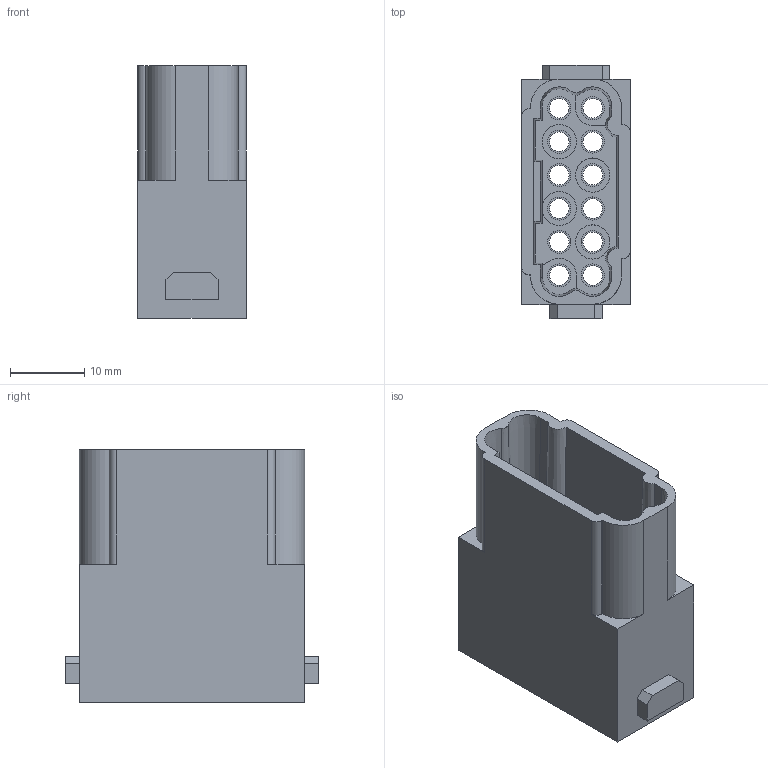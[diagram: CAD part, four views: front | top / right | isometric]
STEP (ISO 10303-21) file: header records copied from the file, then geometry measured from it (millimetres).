
FILE_DESCRIPTION(/* description */ ('Alibre Inc.'),/* implementation_level */ '2;1');
FILE_NAME(/* name */ 'export-E3E8C693-9F9F-48D6-8B54-DE4FAC1362CF',/* time_stamp */ '2022-10-04T18:07:10+02:00',/* author */ (''),/* organization */ (''),/* preprocessor_version */ 'ST-DEVELOPER v17',/* originating_system */ 'Alibre',/* authorisation */ '');
FILE_SCHEMA (('AUTOMOTIVE_DESIGN'));
Length unit declared in the file: millimetre
Products named in the file (2): HC_M_12_CT_M-select
Bounding box: 14.6 x 34.1 x 34 mm (x, y, z)
Volume: 8053.7 mm3; surface area: 7585.2 mm2
Topology: 1 solids, 1 shells, 188 faces, 490 edges, 323 vertices
Faces by surface type: cylinder 91, plane 65, cone 32
Entity records: 5925 total; most frequent: CARTESIAN_POINT 1058, DIRECTION 1035, ORIENTED_EDGE 980, EDGE_CURVE 490, AXIS2_PLACEMENT_3D 426, VERTEX_POINT 323, VECTOR 248, LINE 248
